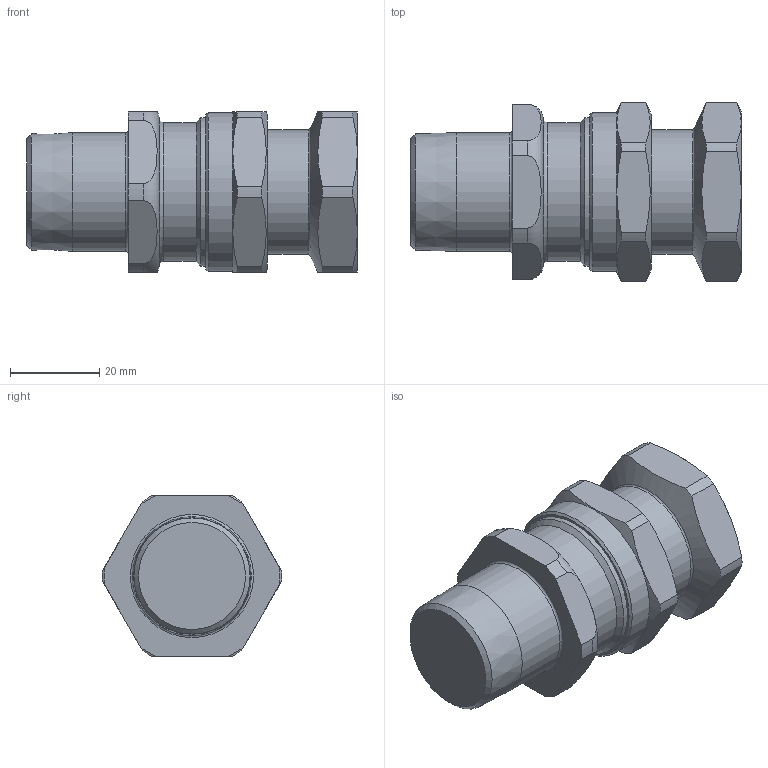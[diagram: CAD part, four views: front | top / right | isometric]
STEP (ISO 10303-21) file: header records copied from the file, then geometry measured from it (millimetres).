
FILE_DESCRIPTION(/* description */ (''),/* implementation_level */ '2;1');
FILE_NAME(/* name */ '114 B_3_4_NPT.stp',/* time_stamp */ '2021-04-20T23:13:23+06:00',/* author */ ('vinaykumark'),/* organization */ (''),/* preprocessor_version */ 'ST-DEVELOPER v18',/* originating_system */ 'Autodesk Inventor 2020',/* authorisation */ '');
FILE_SCHEMA (('AUTOMOTIVE_DESIGN { 1 0 10303 214 3 1 1 }'));
Length unit declared in the file: inch
Products named in the file (1): 114 B_3_4_NPT
Bounding box: 74.3 x 40.3 x 36 mm (x, y, z)
Volume: 73206.9 mm3; surface area: 18771.9 mm2
Topology: 5 solids, 5 shells, 87 faces, 234 edges, 160 vertices
Faces by surface type: plane 31, cylinder 28, cone 18, torus 10
Full cylindrical faces by diameter (mm): 20.2 x1, 24.8 x1, 26.67 x1, 27.25 x1, 27.9 x2, 28 x1, 31.2 x1, 33.337 x1, 35.65 x1
Entity records: 3113 total; most frequent: CARTESIAN_POINT 741, DIRECTION 494, ORIENTED_EDGE 468, EDGE_CURVE 234, AXIS2_PLACEMENT_3D 215, VERTEX_POINT 160, CIRCLE 127, STYLED_ITEM 91
